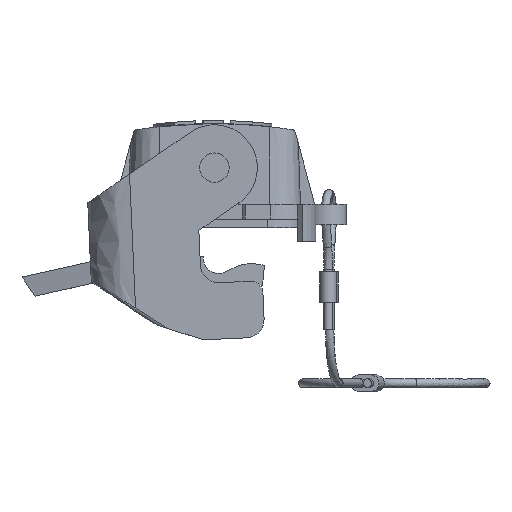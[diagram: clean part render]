
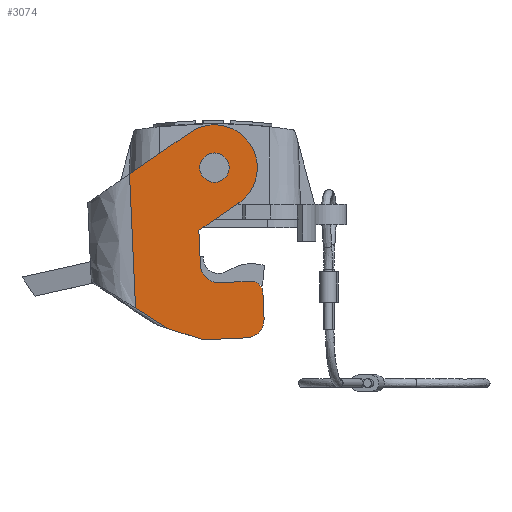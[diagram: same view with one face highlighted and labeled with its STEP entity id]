
A CAD part, left-side view. The second image highlights one B-rep face of the part: STEP entity #3074.
In plain terms, the highlighted planar face has unit normal (-1, 0, 0).
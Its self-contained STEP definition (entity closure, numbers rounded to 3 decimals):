
#1835=LINE('',#11991,#2374);
#1899=LINE('',#12521,#2438);
#1904=LINE('',#12532,#2443);
#1905=LINE('',#12534,#2444);
#1908=LINE('',#12564,#2447);
#1909=LINE('',#12566,#2448);
#1910=LINE('',#12570,#2449);
#1911=LINE('',#12572,#2450);
#2374=VECTOR('',#9213,1.);
#2438=VECTOR('',#9361,1.);
#2443=VECTOR('',#9368,1.);
#2444=VECTOR('',#9371,1.);
#2447=VECTOR('',#9380,1.);
#2448=VECTOR('',#9381,1.);
#2449=VECTOR('',#9384,1.);
#2450=VECTOR('',#9385,1.);
#2720=FACE_BOUND('',#3953,.T.);
#2721=FACE_BOUND('',#3954,.T.);
#2781=B_SPLINE_CURVE_WITH_KNOTS('',3,(#12545,#12546,#12547,#12548,#12549,
#12550,#12551,#12552,#12553,#12554,#12555,#12556,#12557,#12558,#12559,#12560),
 .UNSPECIFIED.,.F.,.F.,(4,2,2,2,2,2,2,4),(0.,0.5,0.75,0.875,
0.938,0.969,0.984,1.),.UNSPECIFIED.);
#3074=ADVANCED_FACE('',(#2720,#2721),#3299,.T.);
#3299=PLANE('',#7948);
#3953=EDGE_LOOP('',(#5387));
#3954=EDGE_LOOP('',(#5388,#5389,#5390,#5391,#5392,#5393,#5394,#5395,#5396,
#5397,#5398,#5399,#5400));
#5387=ORIENTED_EDGE('',*,*,#6932,.T.);
#5388=ORIENTED_EDGE('',*,*,#6945,.F.);
#5389=ORIENTED_EDGE('',*,*,#6941,.T.);
#5390=ORIENTED_EDGE('',*,*,#6940,.T.);
#5391=ORIENTED_EDGE('',*,*,#6946,.T.);
#5392=ORIENTED_EDGE('',*,*,#6935,.T.);
#5393=ORIENTED_EDGE('',*,*,#6947,.T.);
#5394=ORIENTED_EDGE('',*,*,#6842,.T.);
#5395=ORIENTED_EDGE('',*,*,#6838,.T.);
#5396=ORIENTED_EDGE('',*,*,#6948,.T.);
#5397=ORIENTED_EDGE('',*,*,#6949,.T.);
#5398=ORIENTED_EDGE('',*,*,#6950,.T.);
#5399=ORIENTED_EDGE('',*,*,#6951,.T.);
#5400=ORIENTED_EDGE('',*,*,#6952,.T.);
#6084=VERTEX_POINT('',#11982);
#6085=VERTEX_POINT('',#11984);
#6087=VERTEX_POINT('',#11989);
#6150=VERTEX_POINT('',#12514);
#6153=VERTEX_POINT('',#12520);
#6154=VERTEX_POINT('',#12522);
#6156=VERTEX_POINT('',#12527);
#6158=VERTEX_POINT('',#12531);
#6159=VERTEX_POINT('',#12535);
#6162=VERTEX_POINT('',#12561);
#6163=VERTEX_POINT('',#12565);
#6164=VERTEX_POINT('',#12567);
#6165=VERTEX_POINT('',#12569);
#6166=VERTEX_POINT('',#12571);
#6838=EDGE_CURVE('',#6085,#6084,#7208,.T.);
#6842=EDGE_CURVE('',#6087,#6085,#1835,.T.);
#6932=EDGE_CURVE('',#6150,#6150,#7224,.T.);
#6935=EDGE_CURVE('',#6154,#6153,#1899,.T.);
#6940=EDGE_CURVE('',#6156,#6158,#1904,.T.);
#6941=EDGE_CURVE('',#6159,#6156,#1905,.T.);
#6945=EDGE_CURVE('',#6159,#6162,#2781,.T.);
#6946=EDGE_CURVE('',#6158,#6154,#7225,.T.);
#6947=EDGE_CURVE('',#6153,#6087,#7226,.T.);
#6948=EDGE_CURVE('',#6084,#6163,#1908,.T.);
#6949=EDGE_CURVE('',#6163,#6164,#1909,.T.);
#6950=EDGE_CURVE('',#6164,#6165,#7227,.T.);
#6951=EDGE_CURVE('',#6165,#6166,#1910,.T.);
#6952=EDGE_CURVE('',#6166,#6162,#1911,.T.);
#7208=CIRCLE('',#7898,3.);
#7224=CIRCLE('',#7940,2.4);
#7225=CIRCLE('',#7945,3.);
#7226=CIRCLE('',#7946,2.);
#7227=CIRCLE('',#7947,7.);
#7898=AXIS2_PLACEMENT_3D('',#11983,#9206,#9207);
#7940=AXIS2_PLACEMENT_3D('',#12513,#9355,#9356);
#7945=AXIS2_PLACEMENT_3D('',#12562,#9376,#9377);
#7946=AXIS2_PLACEMENT_3D('',#12563,#9378,#9379);
#7947=AXIS2_PLACEMENT_3D('',#12568,#9382,#9383);
#7948=AXIS2_PLACEMENT_3D('',#12573,#9386,#9387);
#9206=DIRECTION('',(1.,0.,0.));
#9207=DIRECTION('',(0.,-1.,0.));
#9213=DIRECTION('',(0.,0.999,-0.045));
#9355=DIRECTION('',(1.,0.,0.));
#9356=DIRECTION('',(0.,-1.,0.));
#9361=DIRECTION('',(0.,0.045,0.999));
#9368=DIRECTION('',(0.,-0.999,0.045));
#9371=DIRECTION('',(0.,-0.954,-0.3));
#9376=DIRECTION('',(-1.,0.,0.));
#9377=DIRECTION('',(0.,-1.,0.));
#9378=DIRECTION('',(-1.,0.,0.));
#9379=DIRECTION('',(0.,-1.,0.));
#9380=DIRECTION('',(0.,0.045,0.999));
#9381=DIRECTION('',(0.,-0.824,0.567));
#9382=DIRECTION('',(-1.,0.,0.));
#9383=DIRECTION('',(0.,-1.,0.));
#9384=DIRECTION('',(0.,0.824,-0.567));
#9385=DIRECTION('',(0.,-0.045,-0.999));
#9386=DIRECTION('',(-1.,0.,0.));
#9387=DIRECTION('',(0.,-0.999,0.045));
#11982=CARTESIAN_POINT('',(-37.25,2.294,-6.118));
#11983=CARTESIAN_POINT('',(-37.25,-0.703,-5.984));
#11984=CARTESIAN_POINT('',(-37.25,-0.837,-8.981));
#11989=CARTESIAN_POINT('',(-37.25,-5.832,-8.759));
#11991=CARTESIAN_POINT('',(-37.25,13.571,-9.623));
#12513=CARTESIAN_POINT('',(-37.25,0.,9.8));
#12514=CARTESIAN_POINT('',(-37.25,-2.4,9.8));
#12520=CARTESIAN_POINT('',(-37.25,-7.919,-10.668));
#12521=CARTESIAN_POINT('',(-37.25,-8.279,-18.735));
#12522=CARTESIAN_POINT('',(-37.25,-8.106,-14.864));
#12527=CARTESIAN_POINT('',(-37.25,1.792,-18.308));
#12531=CARTESIAN_POINT('',(-37.25,-5.243,-17.994));
#12532=CARTESIAN_POINT('',(-37.25,13.162,-18.814));
#12534=CARTESIAN_POINT('',(-37.25,11.709,-15.191));
#12535=CARTESIAN_POINT('',(-37.25,7.653,-16.465));
#12545=CARTESIAN_POINT('',(-37.25,7.653,-16.465));
#12546=CARTESIAN_POINT('',(-37.25,8.525,-15.9));
#12547=CARTESIAN_POINT('',(-37.25,9.401,-15.34));
#12548=CARTESIAN_POINT('',(-37.25,10.718,-14.505));
#12549=CARTESIAN_POINT('',(-37.25,11.157,-14.227));
#12550=CARTESIAN_POINT('',(-37.25,11.815,-13.809));
#12551=CARTESIAN_POINT('',(-37.25,12.035,-13.67));
#12552=CARTESIAN_POINT('',(-37.25,12.363,-13.459));
#12553=CARTESIAN_POINT('',(-37.25,12.472,-13.389));
#12554=CARTESIAN_POINT('',(-37.25,12.634,-13.281));
#12555=CARTESIAN_POINT('',(-37.25,12.688,-13.245));
#12556=CARTESIAN_POINT('',(-37.25,12.769,-13.19));
#12557=CARTESIAN_POINT('',(-37.25,12.795,-13.171));
#12558=CARTESIAN_POINT('',(-37.25,12.848,-13.133));
#12559=CARTESIAN_POINT('',(-37.25,12.892,-13.121));
#12560=CARTESIAN_POINT('',(-37.25,12.894,-13.088));
#12561=CARTESIAN_POINT('',(-37.25,12.894,-13.088));
#12562=CARTESIAN_POINT('',(-37.25,-5.109,-14.997));
#12563=CARTESIAN_POINT('',(-37.25,-5.921,-10.757));
#12564=CARTESIAN_POINT('',(-37.25,1.711,-19.18));
#12565=CARTESIAN_POINT('',(-37.25,2.546,-0.452));
#12566=CARTESIAN_POINT('',(-37.25,18.706,-11.58));
#12567=CARTESIAN_POINT('',(-37.25,-3.97,4.035));
#12568=CARTESIAN_POINT('',(-37.25,0.,9.8));
#12569=CARTESIAN_POINT('',(-37.25,3.97,15.565));
#12570=CARTESIAN_POINT('',(-37.25,26.646,-0.05));
#12571=CARTESIAN_POINT('',(-37.25,13.867,8.75));
#12572=CARTESIAN_POINT('',(-37.25,13.841,8.161));
#12573=CARTESIAN_POINT('',(-37.25,13.123,-19.688));
